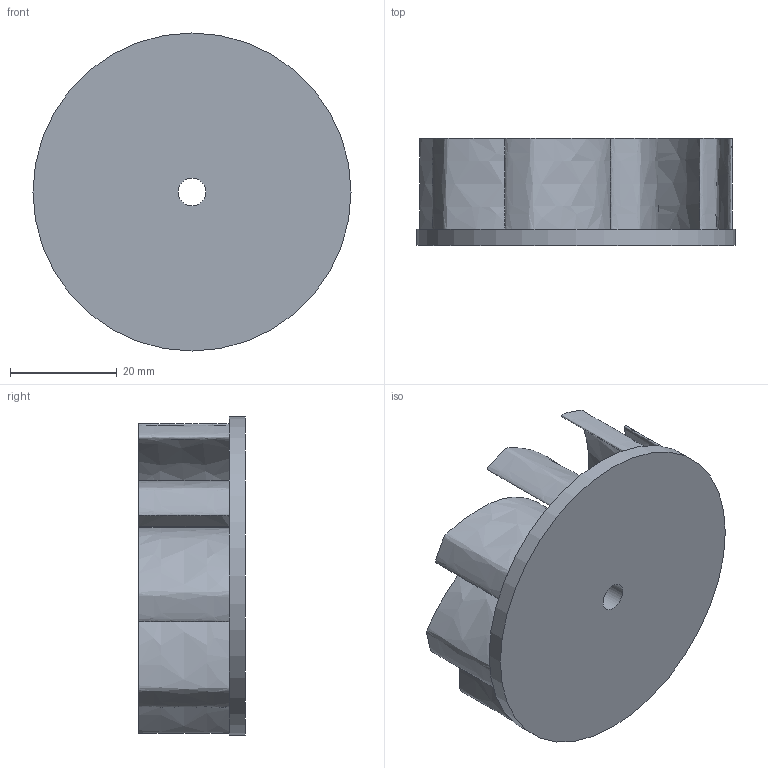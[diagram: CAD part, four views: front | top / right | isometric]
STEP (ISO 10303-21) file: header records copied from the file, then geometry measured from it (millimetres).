
FILE_DESCRIPTION(/* description */ (''),/* implementation_level */ '2;1');
FILE_NAME(/* name */ 'propeller.step',/* time_stamp */ '2020-03-24T18:46:21+01:00',/* author */ (''),/* organization */ (''),/* preprocessor_version */ 'ST-DEVELOPER v18',/* originating_system */ 'Autodesk Translation Framework v8.12.0.6',/* authorisation */ '');
FILE_SCHEMA (('AUTOMOTIVE_DESIGN { 1 0 10303 214 3 1 1 }'));
Length unit declared in the file: millimetre
Products named in the file (1): propeller
Bounding box: 59.53 x 20 x 59.53 mm (x, y, z)
Volume: 2637.6 mm3; surface area: 17544.2 mm2
Topology: 1 solids, 1 shells, 25 faces, 63 edges, 42 vertices
Faces by surface type: cylinder 12, bspline 9, plane 4
Full cylindrical faces by diameter (mm): 5.2 x1, 14 x1, 59.532 x1
Entity records: 2848 total; most frequent: CARTESIAN_POINT 2264, ORIENTED_EDGE 126, DIRECTION 103, EDGE_CURVE 63, VERTEX_POINT 42, AXIS2_PLACEMENT_3D 41, EDGE_LOOP 29, FACE_OUTER_BOUND 25
